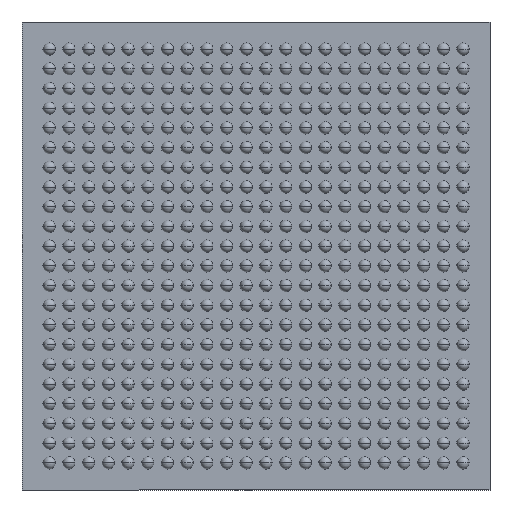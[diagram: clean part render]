
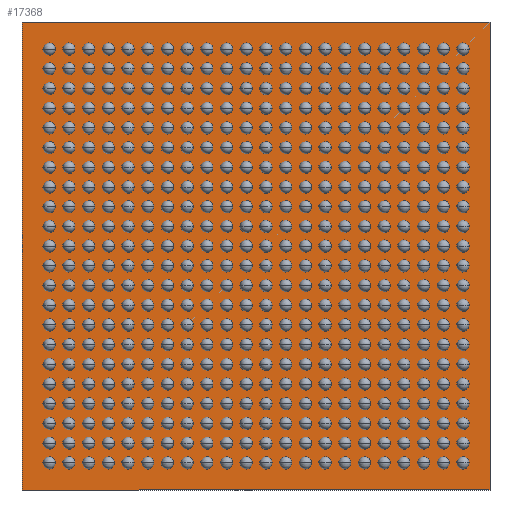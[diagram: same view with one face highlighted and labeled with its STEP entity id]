
A CAD part, front view. The second image highlights one B-rep face of the part: STEP entity #17368.
In plain terms, the highlighted planar face has unit normal (0, -1, 0).
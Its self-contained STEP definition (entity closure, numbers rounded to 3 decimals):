
#3470 = EDGE_CURVE ( 'NONE', #5324, #3576, #31516, .T. ) ;
#3576 = VERTEX_POINT ( 'NONE', #23321 ) ;
#3720 = EDGE_LOOP ( 'NONE', ( #27701, #8534, #20834, #26457 ) ) ;
#4932 = CARTESIAN_POINT ( 'NONE',  ( 9.5, 0.4, 9.5 ) ) ;
#5324 = VERTEX_POINT ( 'NONE', #8943 ) ;
#5904 = CARTESIAN_POINT ( 'NONE',  ( 0., 0.4, 0. ) ) ;
#6029 = PLANE ( 'NONE',  #14387 ) ;
#6143 = DIRECTION ( 'NONE',  ( -1., 0., 0. ) ) ;
#8534 = ORIENTED_EDGE ( 'NONE', *, *, #25630, .T. ) ;
#8943 = CARTESIAN_POINT ( 'NONE',  ( 9.5, 0.4, -9.5 ) ) ;
#10802 = VECTOR ( 'NONE', #6143, 1000. ) ;
#12696 = EDGE_CURVE ( 'NONE', #3576, #15828, #16405, .T. ) ;
#14387 = AXIS2_PLACEMENT_3D ( 'NONE', #5904, #20853, #17760 ) ;
#15209 = LINE ( 'NONE', #38304, #36000 ) ;
#15828 = VERTEX_POINT ( 'NONE', #24783 ) ;
#16405 = LINE ( 'NONE', #23653, #10802 ) ;
#17368 = ADVANCED_FACE ( 'NONE', ( #27393 ), #6029, .F. ) ;
#17760 = DIRECTION ( 'NONE',  ( 0., 0., 1. ) ) ;
#18130 = CARTESIAN_POINT ( 'NONE',  ( -9.5, 0.4, 9.5 ) ) ;
#20834 = ORIENTED_EDGE ( 'NONE', *, *, #3470, .T. ) ;
#20853 = DIRECTION ( 'NONE',  ( 0., 1., 0. ) ) ;
#21227 = VECTOR ( 'NONE', #32675, 1000. ) ;
#23321 = CARTESIAN_POINT ( 'NONE',  ( 9.5, 0.4, 9.5 ) ) ;
#23653 = CARTESIAN_POINT ( 'NONE',  ( 9.5, 0.4, 9.5 ) ) ;
#23973 = LINE ( 'NONE', #18130, #21227 ) ;
#24783 = CARTESIAN_POINT ( 'NONE',  ( -9.5, 0.4, 9.5 ) ) ;
#25535 = VECTOR ( 'NONE', #31446, 1000. ) ;
#25630 = EDGE_CURVE ( 'NONE', #26356, #5324, #15209, .T. ) ;
#26180 = EDGE_CURVE ( 'NONE', #15828, #26356, #23973, .T. ) ;
#26356 = VERTEX_POINT ( 'NONE', #33583 ) ;
#26457 = ORIENTED_EDGE ( 'NONE', *, *, #12696, .T. ) ;
#27393 = FACE_OUTER_BOUND ( 'NONE', #3720, .T. ) ;
#27701 = ORIENTED_EDGE ( 'NONE', *, *, #26180, .T. ) ;
#31446 = DIRECTION ( 'NONE',  ( 0., 0., 1. ) ) ;
#31516 = LINE ( 'NONE', #4932, #25535 ) ;
#32675 = DIRECTION ( 'NONE',  ( 0., 0., -1. ) ) ;
#33583 = CARTESIAN_POINT ( 'NONE',  ( -9.5, 0.4, -9.5 ) ) ;
#35712 = DIRECTION ( 'NONE',  ( 1., 0., 0. ) ) ;
#36000 = VECTOR ( 'NONE', #35712, 1000. ) ;
#38304 = CARTESIAN_POINT ( 'NONE',  ( 9.5, 0.4, -9.5 ) ) ;
